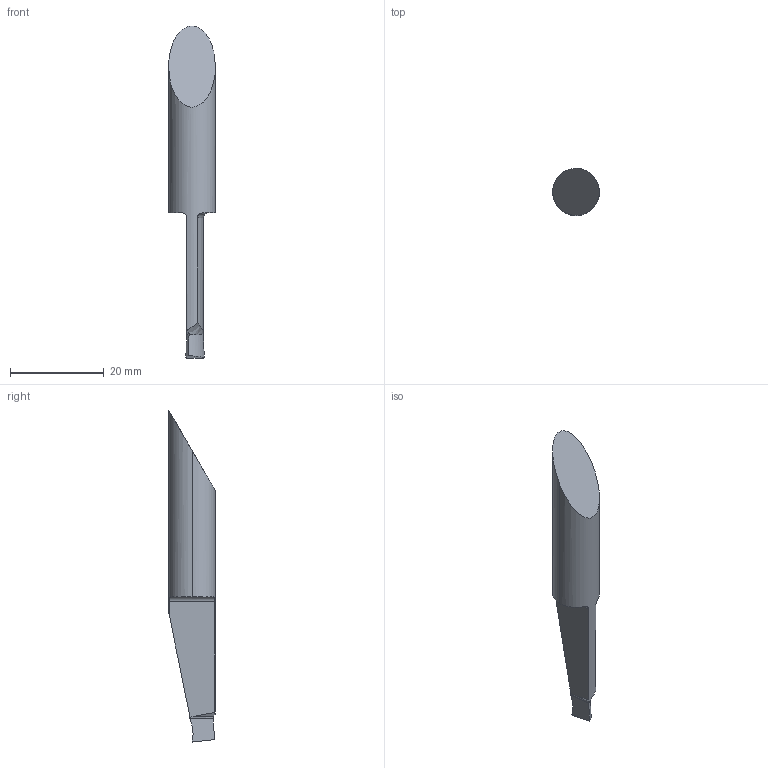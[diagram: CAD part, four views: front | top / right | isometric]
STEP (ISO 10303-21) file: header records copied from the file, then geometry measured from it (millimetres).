
FILE_DESCRIPTION(/* description */ (''),/* implementation_level */ '2;1');
FILE_NAME(/* name */ '1577777870802.stp',/* time_stamp */ '2019-12-31T13:08:04+06:00',/* author */ (''),/* organization */ ('SMS'),/* preprocessor_version */ 'ST-DEVELOPER v16.7',/* originating_system */ 'SIEMENS PLM Software NX 12.0',/* authorisation */ '');
FILE_SCHEMA (('AUTOMOTIVE_DESIGN { 1 0 10303 214 3 1 1 1 }'));
Length unit declared in the file: millimetre
Products named in the file (1): 202046258mod000_00
Bounding box: 10 x 10 x 70.91 mm (x, y, z)
Volume: 3173.1 mm3; surface area: 1839 mm2
Topology: 2 solids, 2 shells, 32 faces, 84 edges, 59 vertices
Faces by surface type: plane 16, bspline 7, cylinder 7, torus 1, cone 1
Entity records: 1541 total; most frequent: CARTESIAN_POINT 779, ORIENTED_EDGE 166, DIRECTION 114, EDGE_CURVE 83, VERTEX_POINT 55, LINE 38, VECTOR 38, AXIS2_PLACEMENT_3D 38
